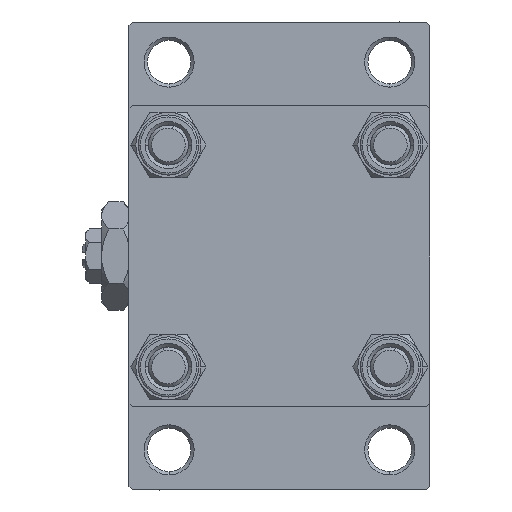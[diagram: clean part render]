
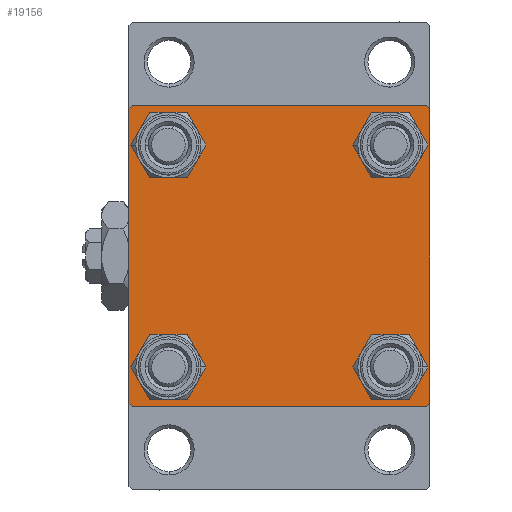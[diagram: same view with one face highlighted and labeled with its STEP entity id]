
A CAD part, left-side view. The second image highlights one B-rep face of the part: STEP entity #19156.
In plain terms, the highlighted planar face has unit normal (-1, 0, 0).
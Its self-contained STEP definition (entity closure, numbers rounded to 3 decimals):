
#128 = DIRECTION ( 'NONE',  ( 0., 0., 1. ) ) ;
#177 = CARTESIAN_POINT ( 'NONE',  ( 0., 22.5, 22.5 ) ) ;
#268 = EDGE_CURVE ( 'NONE', #12787, #35130, #13156, .T. ) ;
#311 = AXIS2_PLACEMENT_3D ( 'NONE', #547, #16189, #27983 ) ;
#547 = CARTESIAN_POINT ( 'NONE',  ( 0., 16.6, 16.6 ) ) ;
#660 = DIRECTION ( 'NONE',  ( 0., -0.707, -0.707 ) ) ;
#1368 = LINE ( 'NONE', #31656, #49600 ) ;
#1412 = DIRECTION ( 'NONE',  ( 0., 0., 1. ) ) ;
#1912 = CARTESIAN_POINT ( 'NONE',  ( 0., 16.6, -20.1 ) ) ;
#2273 = AXIS2_PLACEMENT_3D ( 'NONE', #26798, #3727, #15780 ) ;
#2288 = AXIS2_PLACEMENT_3D ( 'NONE', #5565, #44826, #17106 ) ;
#2628 = CARTESIAN_POINT ( 'NONE',  ( 0., 22.5, 22.5 ) ) ;
#2762 = ORIENTED_EDGE ( 'NONE', *, *, #16895, .F. ) ;
#3536 = EDGE_LOOP ( 'NONE', ( #17733, #38597 ) ) ;
#3617 = VECTOR ( 'NONE', #46235, 1000. ) ;
#3727 = DIRECTION ( 'NONE',  ( 1., 0., 0. ) ) ;
#4512 = DIRECTION ( 'NONE',  ( 1., 0., 0. ) ) ;
#4781 = ORIENTED_EDGE ( 'NONE', *, *, #20328, .T. ) ;
#5334 = CARTESIAN_POINT ( 'NONE',  ( 0., -22., -22.5 ) ) ;
#5565 = CARTESIAN_POINT ( 'NONE',  ( 0., -16.6, -16.6 ) ) ;
#6433 = CARTESIAN_POINT ( 'NONE',  ( 0., -22.5, -22. ) ) ;
#7258 = AXIS2_PLACEMENT_3D ( 'NONE', #45968, #30030, #38269 ) ;
#7863 = LINE ( 'NONE', #42765, #18516 ) ;
#7869 = EDGE_CURVE ( 'NONE', #17183, #8388, #42520, .T. ) ;
#8379 = CARTESIAN_POINT ( 'NONE',  ( 0., -22., 22.5 ) ) ;
#8388 = VERTEX_POINT ( 'NONE', #24211 ) ;
#9227 = VERTEX_POINT ( 'NONE', #1912 ) ;
#9816 = EDGE_CURVE ( 'NONE', #13600, #41117, #47480, .T. ) ;
#9879 = CARTESIAN_POINT ( 'NONE',  ( 0., 22., -22.5 ) ) ;
#10692 = EDGE_CURVE ( 'NONE', #35130, #12787, #19170, .T. ) ;
#11187 = CARTESIAN_POINT ( 'NONE',  ( 0., -22.5, 22. ) ) ;
#11196 = CARTESIAN_POINT ( 'NONE',  ( 0., -16.6, -20.1 ) ) ;
#11463 = DIRECTION ( 'NONE',  ( 0., 0., 1. ) ) ;
#12250 = DIRECTION ( 'NONE',  ( 1., 0., 0. ) ) ;
#12326 = VECTOR ( 'NONE', #38119, 1000. ) ;
#12593 = CARTESIAN_POINT ( 'NONE',  ( 0., 22.5, 22. ) ) ;
#12787 = VERTEX_POINT ( 'NONE', #36967 ) ;
#12876 = VERTEX_POINT ( 'NONE', #6433 ) ;
#12961 = CARTESIAN_POINT ( 'NONE',  ( 0., 16.6, -13.1 ) ) ;
#13156 = CIRCLE ( 'NONE', #27914, 3.5 ) ;
#13600 = VERTEX_POINT ( 'NONE', #11187 ) ;
#14667 = ORIENTED_EDGE ( 'NONE', *, *, #48206, .T. ) ;
#15203 = AXIS2_PLACEMENT_3D ( 'NONE', #27811, #31655, #128 ) ;
#15270 = FACE_OUTER_BOUND ( 'NONE', #36683, .T. ) ;
#15780 = DIRECTION ( 'NONE',  ( 0., 0., 1. ) ) ;
#16189 = DIRECTION ( 'NONE',  ( 1., 0., 0. ) ) ;
#16869 = EDGE_LOOP ( 'NONE', ( #32118, #40430 ) ) ;
#16895 = EDGE_CURVE ( 'NONE', #21983, #41117, #30308, .T. ) ;
#16906 = VERTEX_POINT ( 'NONE', #49568 ) ;
#17106 = DIRECTION ( 'NONE',  ( 0., 0., 1. ) ) ;
#17183 = VERTEX_POINT ( 'NONE', #12593 ) ;
#17733 = ORIENTED_EDGE ( 'NONE', *, *, #26105, .T. ) ;
#17837 = DIRECTION ( 'NONE',  ( 0., 0.707, -0.707 ) ) ;
#18391 = ORIENTED_EDGE ( 'NONE', *, *, #47364, .T. ) ;
#18516 = VECTOR ( 'NONE', #660, 1000. ) ;
#19006 = EDGE_CURVE ( 'NONE', #21983, #17183, #44783, .T. ) ;
#19156 = ADVANCED_FACE ( 'NONE', ( #43479, #23465, #34766, #50421, #15270 ), #50176, .T. ) ;
#19170 = CIRCLE ( 'NONE', #311, 3.5 ) ;
#19326 = CIRCLE ( 'NONE', #21763, 3.5 ) ;
#19484 = CARTESIAN_POINT ( 'NONE',  ( 0., 22., 22.5 ) ) ;
#19635 = DIRECTION ( 'NONE',  ( 1., 0., 0. ) ) ;
#20286 = EDGE_CURVE ( 'NONE', #8388, #27729, #7863, .T. ) ;
#20328 = EDGE_CURVE ( 'NONE', #16906, #30444, #19326, .T. ) ;
#21100 = ORIENTED_EDGE ( 'NONE', *, *, #44542, .T. ) ;
#21763 = AXIS2_PLACEMENT_3D ( 'NONE', #46602, #4512, #11463 ) ;
#21983 = VERTEX_POINT ( 'NONE', #19484 ) ;
#22155 = VERTEX_POINT ( 'NONE', #5334 ) ;
#22462 = CARTESIAN_POINT ( 'NONE',  ( 0., -22.5, 22.5 ) ) ;
#23465 = FACE_BOUND ( 'NONE', #3536, .T. ) ;
#24037 = VECTOR ( 'NONE', #39542, 1000. ) ;
#24211 = CARTESIAN_POINT ( 'NONE',  ( 0., 22.5, -22. ) ) ;
#24820 = VECTOR ( 'NONE', #34818, 1000. ) ;
#24943 = VECTOR ( 'NONE', #17837, 1000. ) ;
#25011 = ORIENTED_EDGE ( 'NONE', *, *, #20286, .T. ) ;
#25211 = VECTOR ( 'NONE', #37608, 1000. ) ;
#25786 = CARTESIAN_POINT ( 'NONE',  ( 0., 22.5, -22.5 ) ) ;
#26105 = EDGE_CURVE ( 'NONE', #37501, #30204, #46543, .T. ) ;
#26138 = ORIENTED_EDGE ( 'NONE', *, *, #9816, .T. ) ;
#26501 = EDGE_CURVE ( 'NONE', #30204, #37501, #32584, .T. ) ;
#26798 = CARTESIAN_POINT ( 'NONE',  ( 0., 16.6, -16.6 ) ) ;
#27729 = VERTEX_POINT ( 'NONE', #9879 ) ;
#27811 = CARTESIAN_POINT ( 'NONE',  ( 0., 0., 0. ) ) ;
#27914 = AXIS2_PLACEMENT_3D ( 'NONE', #40387, #19635, #35290 ) ;
#27983 = DIRECTION ( 'NONE',  ( 0., 0., 1. ) ) ;
#29884 = LINE ( 'NONE', #22462, #12326 ) ;
#30030 = DIRECTION ( 'NONE',  ( 1., 0., 0. ) ) ;
#30204 = VERTEX_POINT ( 'NONE', #11196 ) ;
#30308 = LINE ( 'NONE', #2628, #3617 ) ;
#30444 = VERTEX_POINT ( 'NONE', #41916 ) ;
#31655 = DIRECTION ( 'NONE',  ( -1., 0., 0. ) ) ;
#31656 = CARTESIAN_POINT ( 'NONE',  ( 0., -22.25, -22.25 ) ) ;
#32118 = ORIENTED_EDGE ( 'NONE', *, *, #268, .T. ) ;
#32538 = CARTESIAN_POINT ( 'NONE',  ( 0., -16.6, -13.1 ) ) ;
#32584 = CIRCLE ( 'NONE', #2288, 3.5 ) ;
#33382 = CIRCLE ( 'NONE', #2273, 3.5 ) ;
#34215 = ORIENTED_EDGE ( 'NONE', *, *, #42295, .T. ) ;
#34430 = EDGE_CURVE ( 'NONE', #13600, #12876, #29884, .T. ) ;
#34766 = FACE_BOUND ( 'NONE', #39484, .T. ) ;
#34818 = DIRECTION ( 'NONE',  ( 0., 0., -1. ) ) ;
#35130 = VERTEX_POINT ( 'NONE', #36972 ) ;
#35181 = ORIENTED_EDGE ( 'NONE', *, *, #34430, .F. ) ;
#35290 = DIRECTION ( 'NONE',  ( 0., 0., 1. ) ) ;
#36080 = CARTESIAN_POINT ( 'NONE',  ( 0., 16.6, -16.6 ) ) ;
#36534 = CIRCLE ( 'NONE', #44748, 3.5 ) ;
#36683 = EDGE_LOOP ( 'NONE', ( #42257, #25011, #14667, #34215, #35181, #26138, #2762, #50585 ) ) ;
#36967 = CARTESIAN_POINT ( 'NONE',  ( 0., 16.6, 20.1 ) ) ;
#36972 = CARTESIAN_POINT ( 'NONE',  ( 0., 16.6, 13.1 ) ) ;
#37501 = VERTEX_POINT ( 'NONE', #32538 ) ;
#37608 = DIRECTION ( 'NONE',  ( 0., -1., 0. ) ) ;
#38116 = LINE ( 'NONE', #25786, #25211 ) ;
#38119 = DIRECTION ( 'NONE',  ( 0., 0., -1. ) ) ;
#38269 = DIRECTION ( 'NONE',  ( 0., 0., 1. ) ) ;
#38392 = CIRCLE ( 'NONE', #44119, 3.5 ) ;
#38597 = ORIENTED_EDGE ( 'NONE', *, *, #26501, .T. ) ;
#39484 = EDGE_LOOP ( 'NONE', ( #40808, #18391 ) ) ;
#39542 = DIRECTION ( 'NONE',  ( 0., 0.707, 0.707 ) ) ;
#40387 = CARTESIAN_POINT ( 'NONE',  ( 0., 16.6, 16.6 ) ) ;
#40430 = ORIENTED_EDGE ( 'NONE', *, *, #10692, .T. ) ;
#40665 = CARTESIAN_POINT ( 'NONE',  ( 0., -16.6, 16.6 ) ) ;
#40808 = ORIENTED_EDGE ( 'NONE', *, *, #48915, .T. ) ;
#41117 = VERTEX_POINT ( 'NONE', #8379 ) ;
#41294 = EDGE_LOOP ( 'NONE', ( #4781, #21100 ) ) ;
#41916 = CARTESIAN_POINT ( 'NONE',  ( 0., -16.6, 13.1 ) ) ;
#42257 = ORIENTED_EDGE ( 'NONE', *, *, #7869, .T. ) ;
#42295 = EDGE_CURVE ( 'NONE', #22155, #12876, #1368, .T. ) ;
#42520 = LINE ( 'NONE', #177, #24820 ) ;
#42765 = CARTESIAN_POINT ( 'NONE',  ( 0., 22.25, -22.25 ) ) ;
#43298 = DIRECTION ( 'NONE',  ( 0., 0., 1. ) ) ;
#43479 = FACE_BOUND ( 'NONE', #41294, .T. ) ;
#43974 = DIRECTION ( 'NONE',  ( 0., -0.707, 0.707 ) ) ;
#44119 = AXIS2_PLACEMENT_3D ( 'NONE', #36080, #12250, #43298 ) ;
#44532 = VERTEX_POINT ( 'NONE', #12961 ) ;
#44542 = EDGE_CURVE ( 'NONE', #30444, #16906, #36534, .T. ) ;
#44748 = AXIS2_PLACEMENT_3D ( 'NONE', #40665, #48611, #1412 ) ;
#44783 = LINE ( 'NONE', #46068, #24943 ) ;
#44826 = DIRECTION ( 'NONE',  ( 1., 0., 0. ) ) ;
#45968 = CARTESIAN_POINT ( 'NONE',  ( 0., -16.6, -16.6 ) ) ;
#46068 = CARTESIAN_POINT ( 'NONE',  ( 0., 22.25, 22.25 ) ) ;
#46235 = DIRECTION ( 'NONE',  ( 0., -1., 0. ) ) ;
#46543 = CIRCLE ( 'NONE', #7258, 3.5 ) ;
#46602 = CARTESIAN_POINT ( 'NONE',  ( 0., -16.6, 16.6 ) ) ;
#47364 = EDGE_CURVE ( 'NONE', #9227, #44532, #33382, .T. ) ;
#47480 = LINE ( 'NONE', #50588, #24037 ) ;
#48206 = EDGE_CURVE ( 'NONE', #27729, #22155, #38116, .T. ) ;
#48611 = DIRECTION ( 'NONE',  ( 1., 0., 0. ) ) ;
#48915 = EDGE_CURVE ( 'NONE', #44532, #9227, #38392, .T. ) ;
#49568 = CARTESIAN_POINT ( 'NONE',  ( 0., -16.6, 20.1 ) ) ;
#49600 = VECTOR ( 'NONE', #43974, 1000. ) ;
#50176 = PLANE ( 'NONE',  #15203 ) ;
#50421 = FACE_BOUND ( 'NONE', #16869, .T. ) ;
#50585 = ORIENTED_EDGE ( 'NONE', *, *, #19006, .T. ) ;
#50588 = CARTESIAN_POINT ( 'NONE',  ( 0., -22.25, 22.25 ) ) ;
